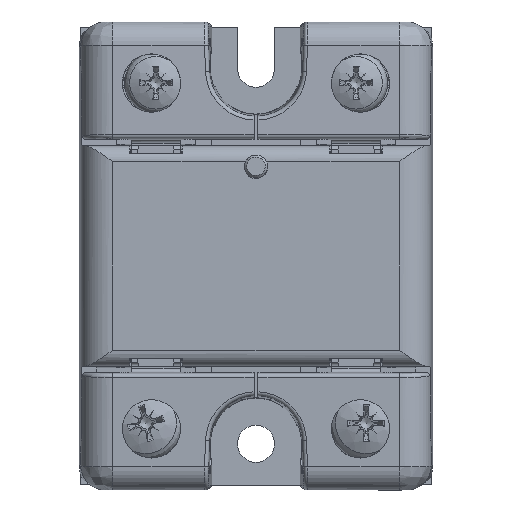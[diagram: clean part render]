
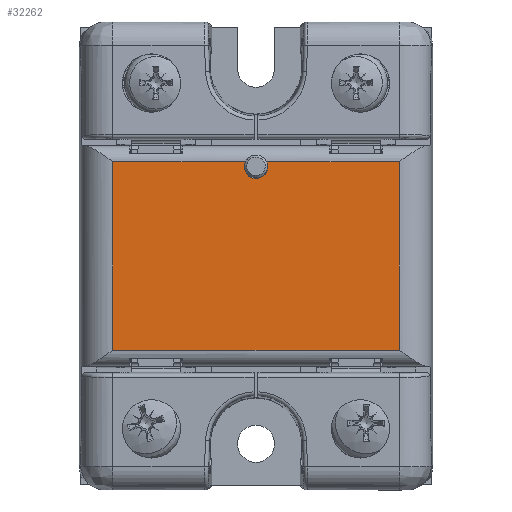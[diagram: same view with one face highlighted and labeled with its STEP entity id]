
A CAD part, top view. The second image highlights one B-rep face of the part: STEP entity #32262.
In plain terms, the highlighted planar face has unit normal (0, 0, 1).
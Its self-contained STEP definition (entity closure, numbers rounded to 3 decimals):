
#3431=CIRCLE('',#35355,1.5);
#3432=CIRCLE('',#35356,1.5);
#4984=FACE_OUTER_BOUND('',#6791,.T.);
#6791=EDGE_LOOP('',(#27882,#27883,#27884,#27885,#27886,#27887,#27888));
#9413=LINE('',#55975,#12158);
#9414=LINE('',#56001,#12159);
#9438=LINE('',#56051,#12183);
#9439=LINE('',#56052,#12184);
#9440=LINE('',#56055,#12185);
#12158=VECTOR('',#43098,10.);
#12159=VECTOR('',#43103,10.);
#12183=VECTOR('',#43133,10.);
#12184=VECTOR('',#43134,10.);
#12185=VECTOR('',#43139,10.);
#15177=VERTEX_POINT('',#55570);
#15178=VERTEX_POINT('',#55572);
#15179=VERTEX_POINT('',#55574);
#15278=VERTEX_POINT('',#55963);
#15279=VERTEX_POINT('',#55974);
#15281=VERTEX_POINT('',#55989);
#15282=VERTEX_POINT('',#56000);
#19482=EDGE_CURVE('',#15178,#15177,#3431,.T.);
#19484=EDGE_CURVE('',#15177,#15179,#3432,.T.);
#19645=EDGE_CURVE('',#15279,#15278,#9413,.T.);
#19649=EDGE_CURVE('',#15282,#15281,#9414,.T.);
#19675=EDGE_CURVE('',#15282,#15179,#9438,.T.);
#19676=EDGE_CURVE('',#15178,#15278,#9439,.T.);
#19678=EDGE_CURVE('',#15279,#15281,#9440,.T.);
#27882=ORIENTED_EDGE('',*,*,#19649,.T.);
#27883=ORIENTED_EDGE('',*,*,#19678,.F.);
#27884=ORIENTED_EDGE('',*,*,#19645,.T.);
#27885=ORIENTED_EDGE('',*,*,#19676,.F.);
#27886=ORIENTED_EDGE('',*,*,#19482,.T.);
#27887=ORIENTED_EDGE('',*,*,#19484,.T.);
#27888=ORIENTED_EDGE('',*,*,#19675,.F.);
#30697=PLANE('',#35450);
#32262=ADVANCED_FACE('',(#4984),#30697,.F.);
#35355=AXIS2_PLACEMENT_3D('',#55573,#42812,#42813);
#35356=AXIS2_PLACEMENT_3D('',#55593,#42814,#42815);
#35450=AXIS2_PLACEMENT_3D('',#56054,#43137,#43138);
#42812=DIRECTION('center_axis',(0.,0.,
-1.));
#42813=DIRECTION('ref_axis',(-1.,0.,0.));
#42814=DIRECTION('center_axis',(0.,0.,
-1.));
#42815=DIRECTION('ref_axis',(-1.,0.,0.));
#43098=DIRECTION('',(0.,1.,0.));
#43103=DIRECTION('',(0.,-1.,0.));
#43133=DIRECTION('',(1.,0.,0.));
#43134=DIRECTION('',(1.,0.,0.));
#43137=DIRECTION('center_axis',(0.,0.,
-1.));
#43138=DIRECTION('ref_axis',(1.,0.,0.));
#43139=DIRECTION('',(-1.,0.,0.));
#55570=CARTESIAN_POINT('',(1.5,11.3,29.));
#55572=CARTESIAN_POINT('',(1.34,11.974,29.));
#55573=CARTESIAN_POINT('Origin',(0.,11.3,29.));
#55574=CARTESIAN_POINT('',(-1.34,11.974,29.));
#55593=CARTESIAN_POINT('Origin',(0.,11.3,29.));
#55963=CARTESIAN_POINT('',(18.207,11.974,29.));
#55974=CARTESIAN_POINT('',(18.207,-11.99,29.));
#55975=CARTESIAN_POINT('',(18.207,0.15,29.));
#55989=CARTESIAN_POINT('',(-18.207,-11.99,29.));
#56000=CARTESIAN_POINT('',(-18.207,11.974,29.));
#56001=CARTESIAN_POINT('',(-18.207,0.15,29.));
#56051=CARTESIAN_POINT('',(0.,11.974,29.));
#56052=CARTESIAN_POINT('',(0.,11.974,29.));
#56054=CARTESIAN_POINT('Origin',(0.,13.94,
29.));
#56055=CARTESIAN_POINT('',(0.,-11.99,29.));
